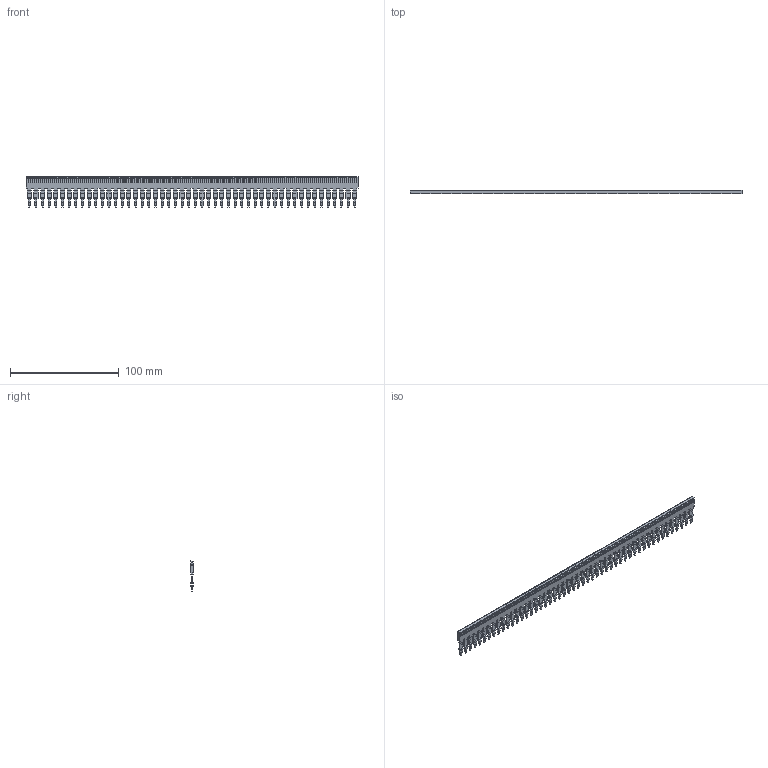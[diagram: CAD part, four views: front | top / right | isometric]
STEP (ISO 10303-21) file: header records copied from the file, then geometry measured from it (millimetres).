
FILE_DESCRIPTION(('CATIA V5 STEP Exchange','CAx-IF Rec.Pracs.--- Model Styling and Organization---1.4--- 2014-01-23'),'2;1');
FILE_NAME ('9822538_3', '2023-03-23T10:49:23+00:00', ('none'), ('Weidmueller'), 'CATIA Version 5-6 Release 2016 SP3 HF44', 'CATIA V5 STEP AP214', 'none');
FILE_SCHEMA(('AUTOMOTIVE_DESIGN { 1 0 10303 214 1 1 1 1 }'));
Products named in the file (1): 2460730000
Bounding box: 304.98 x 2.8 x 27.95 mm (x, y, z)
Volume: 9230.9 mm3; surface area: 19407.6 mm2
Topology: 51 solids, 51 shells, 2131 faces, 6534 edges, 4405 vertices
Faces by surface type: plane 2028, cylinder 103
Entity records: 64424 total; most frequent: ORIENTED_EDGE 13068, CARTESIAN_POINT 11598, DIRECTION 7850, EDGE_CURVE 6534, VECTOR 6328, LINE 6328, VERTEX_POINT 4405, ADVANCED_FACE 2131
